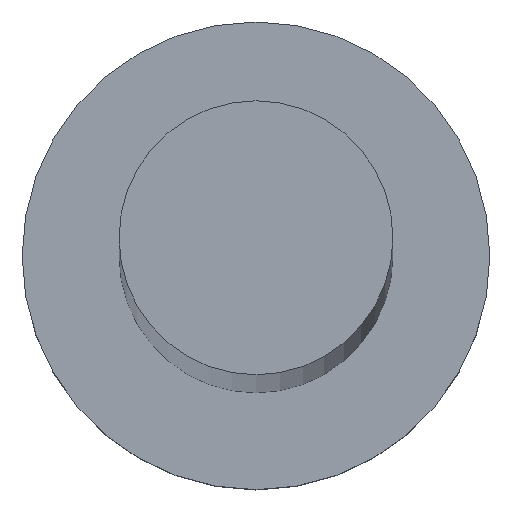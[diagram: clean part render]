
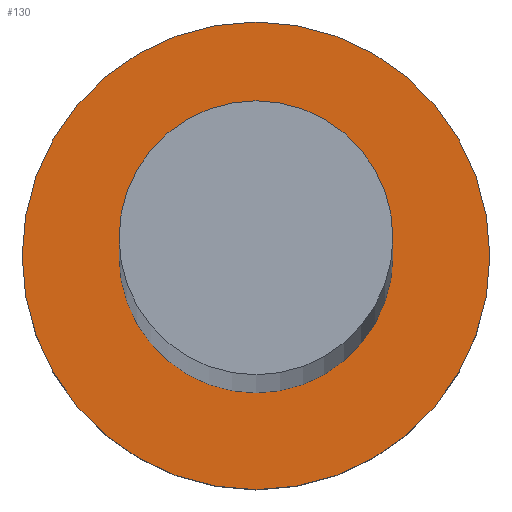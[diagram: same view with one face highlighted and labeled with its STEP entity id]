
A CAD part, top view. The second image highlights one B-rep face of the part: STEP entity #130.
In plain terms, the highlighted planar face has unit normal (0, 0, 1).
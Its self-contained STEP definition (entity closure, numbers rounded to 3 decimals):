
#4 = CARTESIAN_POINT ( 'NONE',  ( 0., 0., 5. ) ) ;
#5 = DIRECTION ( 'NONE',  ( 0., 0., 1. ) ) ;
#10 = CARTESIAN_POINT ( 'NONE',  ( 0., 0., 5. ) ) ;
#17 = CARTESIAN_POINT ( 'NONE',  ( 0., 0., 5. ) ) ;
#19 = AXIS2_PLACEMENT_3D ( 'NONE', #10, #203, #165 ) ;
#29 = DIRECTION ( 'NONE',  ( 1., 0., 0. ) ) ;
#34 = CARTESIAN_POINT ( 'NONE',  ( -7., 0., 5. ) ) ;
#35 = CARTESIAN_POINT ( 'NONE',  ( 0., 0., 5. ) ) ;
#40 = DIRECTION ( 'NONE',  ( 1., 0., 0. ) ) ;
#46 = EDGE_CURVE ( 'NONE', #52, #254, #101, .T. ) ;
#52 = VERTEX_POINT ( 'NONE', #146 ) ;
#54 = AXIS2_PLACEMENT_3D ( 'NONE', #17, #251, #40 ) ;
#70 = EDGE_CURVE ( 'NONE', #230, #131, #212, .T. ) ;
#71 = EDGE_LOOP ( 'NONE', ( #86, #128 ) ) ;
#81 = AXIS2_PLACEMENT_3D ( 'NONE', #4, #246, #185 ) ;
#84 = CARTESIAN_POINT ( 'NONE',  ( 0., 0., 5. ) ) ;
#86 = ORIENTED_EDGE ( 'NONE', *, *, #90, .F. ) ;
#87 = DIRECTION ( 'NONE',  ( 1., 0., 0. ) ) ;
#90 = EDGE_CURVE ( 'NONE', #254, #52, #93, .T. ) ;
#93 = CIRCLE ( 'NONE', #19, 4.1 ) ;
#94 = FACE_BOUND ( 'NONE', #71, .T. ) ;
#95 = CIRCLE ( 'NONE', #223, 7. ) ;
#101 = CIRCLE ( 'NONE', #81, 4.1 ) ;
#111 = ORIENTED_EDGE ( 'NONE', *, *, #221, .T. ) ;
#128 = ORIENTED_EDGE ( 'NONE', *, *, #46, .F. ) ;
#130 = ADVANCED_FACE ( 'NONE', ( #94, #229 ), #173, .T. ) ;
#131 = VERTEX_POINT ( 'NONE', #155 ) ;
#146 = CARTESIAN_POINT ( 'NONE',  ( 4.1, 0., 5. ) ) ;
#155 = CARTESIAN_POINT ( 'NONE',  ( 7., 0., 5. ) ) ;
#164 = AXIS2_PLACEMENT_3D ( 'NONE', #84, #222, #29 ) ;
#165 = DIRECTION ( 'NONE',  ( 1., 0., 0. ) ) ;
#173 = PLANE ( 'NONE',  #54 ) ;
#185 = DIRECTION ( 'NONE',  ( 1., 0., 0. ) ) ;
#195 = EDGE_LOOP ( 'NONE', ( #215, #111 ) ) ;
#203 = DIRECTION ( 'NONE',  ( 0., 0., 1. ) ) ;
#212 = CIRCLE ( 'NONE', #164, 7. ) ;
#215 = ORIENTED_EDGE ( 'NONE', *, *, #70, .T. ) ;
#221 = EDGE_CURVE ( 'NONE', #131, #230, #95, .T. ) ;
#222 = DIRECTION ( 'NONE',  ( 0., 0., 1. ) ) ;
#223 = AXIS2_PLACEMENT_3D ( 'NONE', #35, #5, #87 ) ;
#229 = FACE_OUTER_BOUND ( 'NONE', #195, .T. ) ;
#230 = VERTEX_POINT ( 'NONE', #34 ) ;
#241 = CARTESIAN_POINT ( 'NONE',  ( -4.1, 0., 5. ) ) ;
#246 = DIRECTION ( 'NONE',  ( 0., 0., 1. ) ) ;
#251 = DIRECTION ( 'NONE',  ( 0., 0., 1. ) ) ;
#254 = VERTEX_POINT ( 'NONE', #241 ) ;
